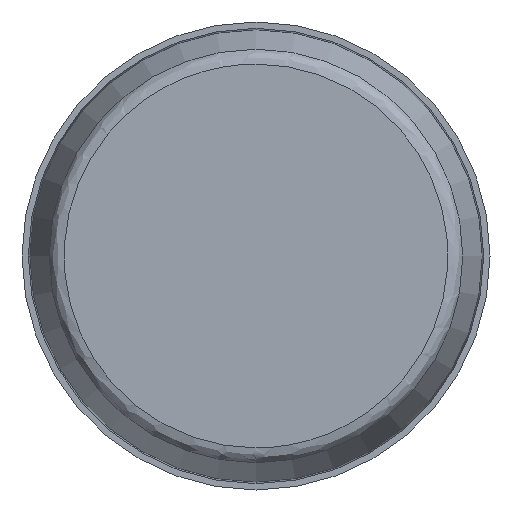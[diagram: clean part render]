
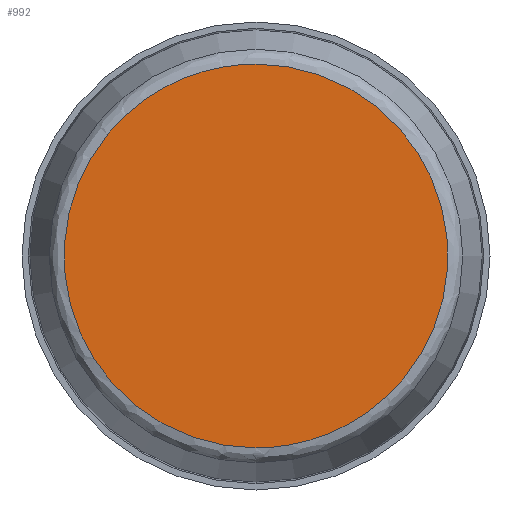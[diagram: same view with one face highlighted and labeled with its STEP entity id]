
A CAD part, front view. The second image highlights one B-rep face of the part: STEP entity #992.
In plain terms, the highlighted planar face has unit normal (0, -1, 0).
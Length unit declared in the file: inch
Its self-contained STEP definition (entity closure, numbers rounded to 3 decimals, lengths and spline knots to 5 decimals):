
#109 = EDGE_CURVE ( 'NONE', #739, #911, #1052, .T. ) ;
#121 = EDGE_LOOP ( 'NONE', ( #779, #439 ) ) ;
#423 = DIRECTION ( 'NONE',  ( 0., 0., 1. ) ) ;
#424 = DIRECTION ( 'NONE',  ( 0., 1., 0. ) ) ;
#425 = CARTESIAN_POINT ( 'NONE',  ( -0.95228, -0.19685, 0. ) ) ;
#434 = PLANE ( 'NONE',  #1317 ) ;
#439 = ORIENTED_EDGE ( 'NONE', *, *, #109, .F. ) ;
#508 = CARTESIAN_POINT ( 'NONE',  ( 0., -0.19685, -0.95228 ) ) ;
#573 = EDGE_CURVE ( 'NONE', #911, #739, #1217, .T. ) ;
#719 = CARTESIAN_POINT ( 'NONE',  ( 0., -0.19685, 0.95228 ) ) ;
#739 = VERTEX_POINT ( 'NONE', #719 ) ;
#779 = ORIENTED_EDGE ( 'NONE', *, *, #573, .F. ) ;
#898 = CARTESIAN_POINT ( 'NONE',  ( 0., -0.19685, 0.95228 ) ) ;
#899 = CARTESIAN_POINT ( 'NONE',  ( -1.90455, -0.19685, 0.95228 ) ) ;
#901 = CARTESIAN_POINT ( 'NONE',  ( -1.90455, -0.19685, -0.95228 ) ) ;
#911 = VERTEX_POINT ( 'NONE', #508 ) ;
#913 = CARTESIAN_POINT ( 'NONE',  ( 0., -0.19685, -0.95228 ) ) ;
#992 = ADVANCED_FACE ( 'NONE', ( #1146 ), #434, .F. ) ;
#1052 =( BOUNDED_CURVE ( )  B_SPLINE_CURVE ( 3, ( #1185, #1201, #1190, #1182 ),
 .UNSPECIFIED., .F., .T. ) 
 B_SPLINE_CURVE_WITH_KNOTS ( ( 4, 4 ),
 ( 0., 1. ),
 .UNSPECIFIED. ) 
 CURVE ( )  GEOMETRIC_REPRESENTATION_ITEM ( )  RATIONAL_B_SPLINE_CURVE ( ( 1., 0.333, 0.333, 1. ) ) 
 REPRESENTATION_ITEM ( '' )  );
#1146 = FACE_OUTER_BOUND ( 'NONE', #121, .T. ) ;
#1182 = CARTESIAN_POINT ( 'NONE',  ( 0., -0.19685, -0.95228 ) ) ;
#1185 = CARTESIAN_POINT ( 'NONE',  ( 0., -0.19685, 0.95228 ) ) ;
#1190 = CARTESIAN_POINT ( 'NONE',  ( 1.90455, -0.19685, -0.95228 ) ) ;
#1201 = CARTESIAN_POINT ( 'NONE',  ( 1.90455, -0.19685, 0.95228 ) ) ;
#1217 =( BOUNDED_CURVE ( )  B_SPLINE_CURVE ( 3, ( #913, #901, #899, #898 ),
 .UNSPECIFIED., .F., .T. ) 
 B_SPLINE_CURVE_WITH_KNOTS ( ( 4, 4 ),
 ( 0., 1. ),
 .UNSPECIFIED. ) 
 CURVE ( )  GEOMETRIC_REPRESENTATION_ITEM ( )  RATIONAL_B_SPLINE_CURVE ( ( 1., 0.333, 0.333, 1. ) ) 
 REPRESENTATION_ITEM ( '' )  );
#1317 = AXIS2_PLACEMENT_3D ( 'NONE', #425, #424, #423 ) ;
